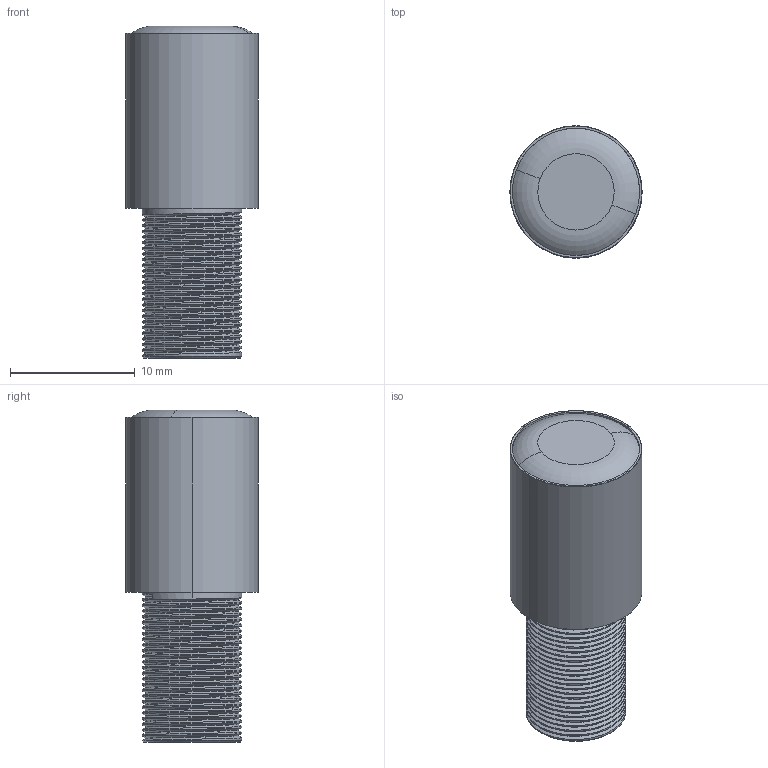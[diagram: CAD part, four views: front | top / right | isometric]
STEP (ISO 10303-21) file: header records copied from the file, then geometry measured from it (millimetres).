
FILE_DESCRIPTION (( 'STEP AP203' ), '1' );
FILE_NAME ('PF-6D.STEP', '2018-08-02T02:18:26', ( 'XiaZaiMa.COM' ), ( 'Win10NeT.COM' ), 'SwSTEP 2.0', 'SolidWorks 2016', '' );
FILE_SCHEMA (( 'CONFIG_CONTROL_DESIGN' ));
Length unit declared in the file: millimetre
Products named in the file (3): 噩芛; PF-6D
Assembly tree (2 placements, depth 2):
  PF-6D
    PF-6D
    噩芛
Bounding box: 10.6 x 10.6 x 26.6 mm (x, y, z)
Volume: 783 mm3; surface area: 1765.6 mm2
Topology: 2 solids, 2 shells, 78 faces, 208 edges, 137 vertices
Faces by surface type: cylinder 58, plane 9, torus 6, bspline 3, cone 2
Entity records: 5465 total; most frequent: CARTESIAN_POINT 3517, ORIENTED_EDGE 416, DIRECTION 292, EDGE_CURVE 208, VERTEX_POINT 137, AXIS2_PLACEMENT_3D 114, EDGE_LOOP 83, ADVANCED_FACE 78
